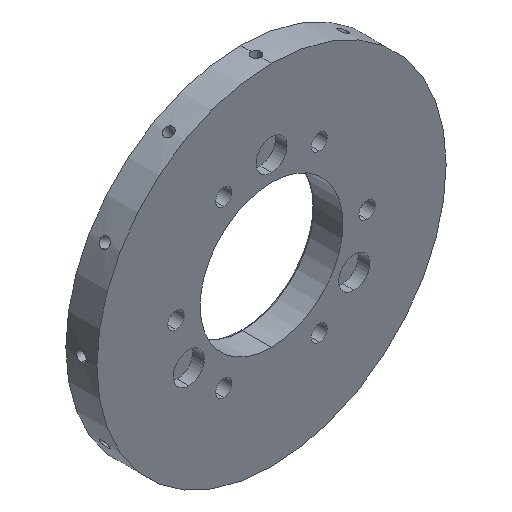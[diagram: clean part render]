
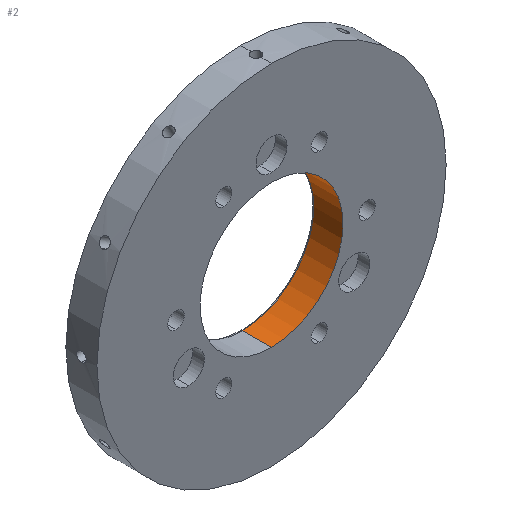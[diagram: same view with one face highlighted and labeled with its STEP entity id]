
A CAD part, isometric view. The second image highlights one B-rep face of the part: STEP entity #2.
In plain terms, the highlighted cylindrical face has radius 18.4 mm (diameter 36.8 mm), a partial arc.
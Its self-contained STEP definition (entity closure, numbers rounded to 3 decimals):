
#2 = ADVANCED_FACE ( 'NONE', ( #2197 ), #670, .F. ) ;
#20 = EDGE_CURVE ( 'NONE', #1157, #1205, #1140, .T. ) ;
#69 = ORIENTED_EDGE ( 'NONE', *, *, #1883, .T. ) ;
#226 = ORIENTED_EDGE ( 'NONE', *, *, #2610, .F. ) ;
#493 = CARTESIAN_POINT ( 'NONE',  ( 0., 7.5, 18.4 ) ) ;
#643 = VECTOR ( 'NONE', #1414, 1000. ) ;
#670 = CYLINDRICAL_SURFACE ( 'NONE', #1673, 18.4 ) ;
#788 = CARTESIAN_POINT ( 'NONE',  ( 0., 7.5, 0. ) ) ;
#943 = ORIENTED_EDGE ( 'NONE', *, *, #1321, .F. ) ;
#996 = CARTESIAN_POINT ( 'NONE',  ( 0., 8., 18.4 ) ) ;
#1066 = CIRCLE ( 'NONE', #2467, 18.4 ) ;
#1140 = LINE ( 'NONE', #2407, #1176 ) ;
#1157 = VERTEX_POINT ( 'NONE', #1479 ) ;
#1176 = VECTOR ( 'NONE', #1538, 1000. ) ;
#1189 = LINE ( 'NONE', #996, #643 ) ;
#1205 = VERTEX_POINT ( 'NONE', #1717 ) ;
#1321 = EDGE_CURVE ( 'NONE', #1771, #1205, #1959, .T. ) ;
#1414 = DIRECTION ( 'NONE',  ( 0., -1., 0. ) ) ;
#1479 = CARTESIAN_POINT ( 'NONE',  ( 0., 7.5, -18.4 ) ) ;
#1526 = DIRECTION ( 'NONE',  ( 0., -1., 0. ) ) ;
#1538 = DIRECTION ( 'NONE',  ( 0., -1., 0. ) ) ;
#1673 = AXIS2_PLACEMENT_3D ( 'NONE', #2420, #1526, #2392 ) ;
#1717 = CARTESIAN_POINT ( 'NONE',  ( 0., 0., -18.4 ) ) ;
#1767 = AXIS2_PLACEMENT_3D ( 'NONE', #2175, #1965, #1769 ) ;
#1769 = DIRECTION ( 'NONE',  ( 0., 0., 1. ) ) ;
#1771 = VERTEX_POINT ( 'NONE', #2439 ) ;
#1795 = VERTEX_POINT ( 'NONE', #493 ) ;
#1874 = DIRECTION ( 'NONE',  ( 0., 0., 1. ) ) ;
#1883 = EDGE_CURVE ( 'NONE', #1795, #1157, #1066, .T. ) ;
#1959 = CIRCLE ( 'NONE', #1767, 18.4 ) ;
#1965 = DIRECTION ( 'NONE',  ( 0., 1., 0. ) ) ;
#2086 = DIRECTION ( 'NONE',  ( 0., 1., 0. ) ) ;
#2175 = CARTESIAN_POINT ( 'NONE',  ( 0., 0., 0. ) ) ;
#2197 = FACE_OUTER_BOUND ( 'NONE', #2641, .T. ) ;
#2204 = ORIENTED_EDGE ( 'NONE', *, *, #20, .T. ) ;
#2392 = DIRECTION ( 'NONE',  ( 0., 0., -1. ) ) ;
#2407 = CARTESIAN_POINT ( 'NONE',  ( 0., 8., -18.4 ) ) ;
#2420 = CARTESIAN_POINT ( 'NONE',  ( 0., 8., 0. ) ) ;
#2439 = CARTESIAN_POINT ( 'NONE',  ( 0., 0., 18.4 ) ) ;
#2467 = AXIS2_PLACEMENT_3D ( 'NONE', #788, #2086, #1874 ) ;
#2610 = EDGE_CURVE ( 'NONE', #1795, #1771, #1189, .T. ) ;
#2641 = EDGE_LOOP ( 'NONE', ( #226, #69, #2204, #943 ) ) ;
